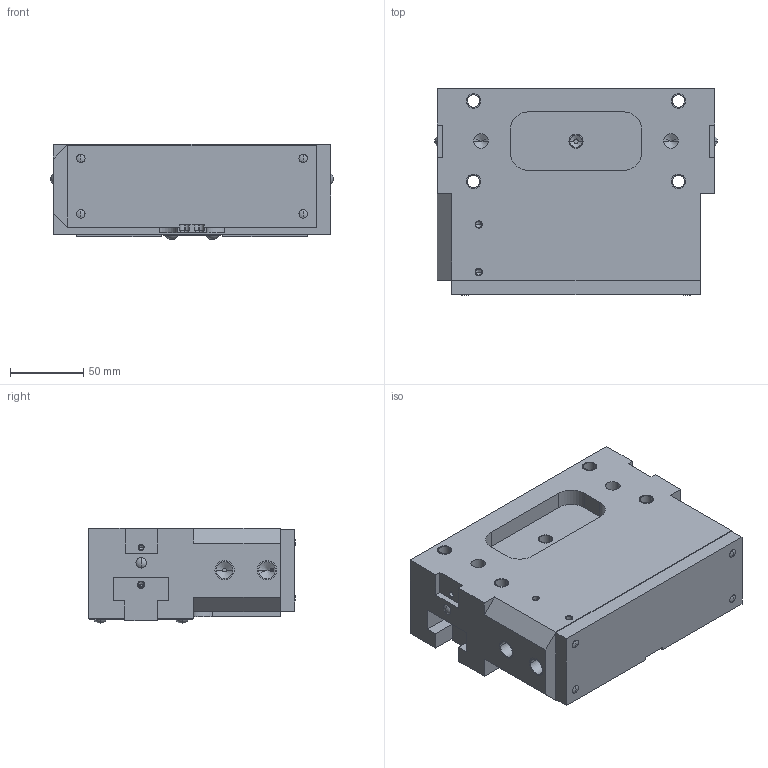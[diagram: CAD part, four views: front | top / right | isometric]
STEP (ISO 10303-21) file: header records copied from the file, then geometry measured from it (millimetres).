
FILE_DESCRIPTION((''),'2;1');
FILE_NAME('QPG-TECH_216_QT160NBA_ASM','2016-02-11T',('marino.mora'),(''),'PRO/ENGINEER BY PARAMETRIC TECHNOLOGY CORPORATION, 2011310','PRO/ENGINEER BY PARAMETRIC TECHNOLOGY CORPORATION, 2011310','');
FILE_SCHEMA(('CONFIG_CONTROL_DESIGN'));
Length unit declared in the file: millimetre
Products named in the file (4): MODELLO_CORPO_QPG216TECH; MODELLO_GRIFFA_QPG216TECH; INGRASSATORE_LUB_GAS; QPG-TECH_216_QT160NBA_ASM
Assembly tree (4 placements, depth 2):
  QPG-TECH_216_QT160NBA_ASM
    MODELLO_CORPO_QPG216TECH
    MODELLO_GRIFFA_QPG216TECH  x2
    INGRASSATORE_LUB_GAS
Bounding box: 193 x 141.5 x 65 mm (x, y, z)
Volume: 1431318.7 mm3; surface area: 163662.4 mm2
Topology: 4 solids, 26 shells, 357 faces, 951 edges, 603 vertices
Faces by surface type: cylinder 144, plane 133, cone 56, sphere 22, torus 2
Entity records: 9895 total; most frequent: CARTESIAN_POINT 1883, DIRECTION 1773, ORIENTED_EDGE 1499, EDGE_CURVE 791, AXIS2_PLACEMENT_3D 682, VERTEX_POINT 532, VECTOR 409, LINE 409
